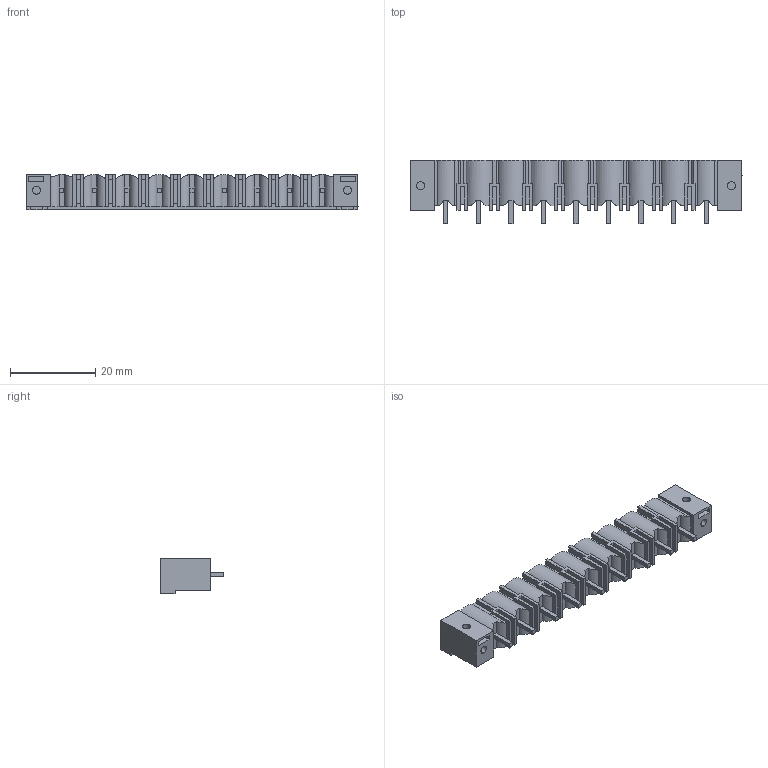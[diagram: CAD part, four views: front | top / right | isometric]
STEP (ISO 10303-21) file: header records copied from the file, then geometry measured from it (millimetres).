
FILE_DESCRIPTION(('CATIA V5 STEP Exchange','CAx-IF Rec.Pracs.--- Model Styling and Organization---1.2---2011-12-15'),'2;1');
FILE_NAME ('D1448924_1_1141050000_1141050000.stp','2017-07-06T10:21:27+00:00',('none'),('Weidmueller'),'CATIA Version 5-6 Release 2014','CATIA V5 STEP AP214','none');
FILE_SCHEMA(('AUTOMOTIVE_DESIGN { 1 0 10303 214 1 1 1 1 }'));
Length unit declared in the file: millimetre
Products named in the file (1): 1141050000
Bounding box: 77.76 x 14.95 x 8.4 mm (x, y, z)
Volume: 2829.5 mm3; surface area: 7237.3 mm2
Topology: 10 solids, 10 shells, 618 faces, 1846 edges, 1247 vertices
Faces by surface type: plane 509, cylinder 109
Entity records: 20011 total; most frequent: CARTESIAN_POINT 4214, ORIENTED_EDGE 3692, DIRECTION 2586, EDGE_CURVE 1846, VECTOR 1542, LINE 1542, VERTEX_POINT 1247, EDGE_LOOP 657
